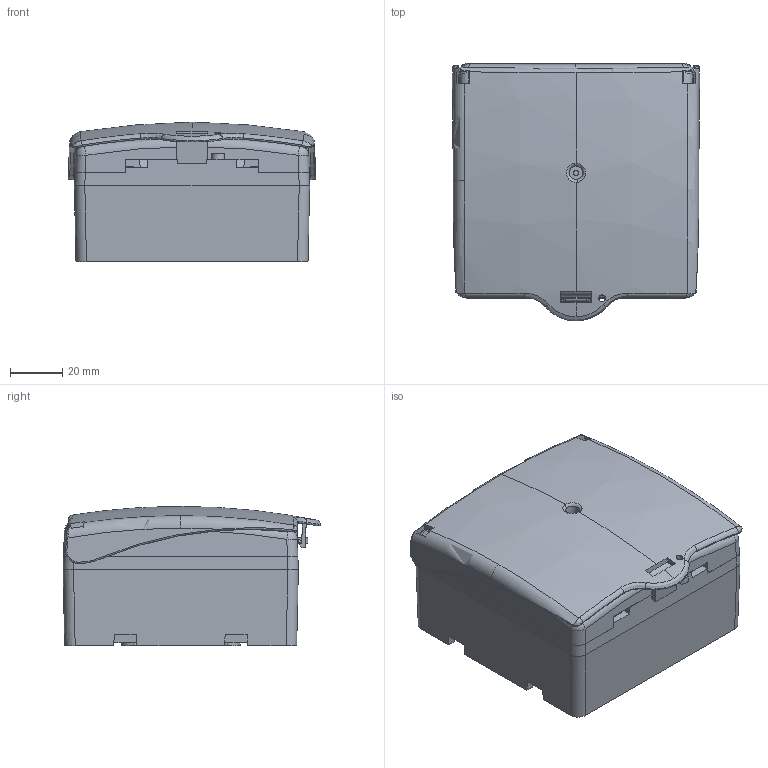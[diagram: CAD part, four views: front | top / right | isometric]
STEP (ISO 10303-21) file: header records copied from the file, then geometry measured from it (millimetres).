
FILE_DESCRIPTION (( 'STEP AP214' ), '1' );
FILE_NAME ('SHOKV4.STEP', '2021-10-06T13:27:04', ( '' ), ( '' ), 'SwSTEP 2.0', 'SolidWorks 2020', '' );
FILE_SCHEMA (( 'AUTOMOTIVE_DESIGN' ));
Length unit declared in the file: millimetre
Products named in the file (19): EP0607-CYLINDRICAL MAGNET; MP0576_COMPRESSION SPRING modif_L1; EP0608-CYLINDRICAL MAGNET; PP0409-PROTECTION LID R2; PP0407-MIDDLE CASING_insertion PCB invers‚e; DOC0049-INTRUCTION NOTICE^AS0261-MANUAL CALL POINT; PCB0105-2C+BUZZER +LEDS+LID CONTACT V1.0; LB0153-BATCH NUMBER LABEL; LB0220-PUSHING LABEL_FR-DEVERROUILLAGE D''URGENCE + APPUYER ICI; BN_6404_1983415_hexalobular_socket_button_head_screw_M3x16; PP0410-LED DIFFUSOR_ROUGE; SHOKV4; MP0575_COMPRESSION SPRING modif_L1; FP0191-BN 84229 - 3x25 hexalobular socket pan head screw; PP0406-UPPER CASING_sans opercules; ISO - 4032 - M3 - D - S_ISO - 4032 - M3 - D - S; PP0412-STATE WINDOWS_config horizontale E (OK); PP0408-LOWER CASING_vis thermoplastique; PP0411-PUSHING WINDOWS
Assembly tree (18 placements, depth 2):
  DOC0049-INTRUCTION NOTICE^AS0261-MANUAL CALL POINT
  SHOKV4
    PP0406-UPPER CASING_sans opercules
    PP0407-MIDDLE CASING_insertion PCB invers‚e
    LB0153-BATCH NUMBER LABEL
    PP0408-LOWER CASING_vis thermoplastique
    PP0409-PROTECTION LID R2
    EP0607-CYLINDRICAL MAGNET
    PP0410-LED DIFFUSOR_ROUGE
    PP0411-PUSHING WINDOWS
    LB0220-PUSHING LABEL_FR-DEVERROUILLAGE D''URGENCE + APPUYER ICI
    PP0412-STATE WINDOWS_config horizontale E (OK)
    EP0608-CYLINDRICAL MAGNET
    PCB0105-2C+BUZZER +LEDS+LID CONTACT V1.0
    ISO - 4032 - M3 - D - S_ISO - 4032 - M3 - D - S
    MP0575_COMPRESSION SPRING modif_L1
    MP0576_COMPRESSION SPRING modif_L1  x2
    BN_6404_1983415_hexalobular_socket_button_head_screw_M3x16
    FP0191-BN 84229 - 3x25 hexalobular socket pan head screw
Bounding box: 94.51 x 98.65 x 53.2 mm (x, y, z)
Volume: 134506.3 mm3; surface area: 148719.3 mm2
Topology: 64 solids, 203 shells, 5321 faces, 13026 edges, 8191 vertices
Faces by surface type: plane 3551, cylinder 901, cone 352, bspline 304, sphere 120, torus 93
Entity records: 226098 total; most frequent: CARTESIAN_POINT 63178, ORIENTED_EDGE 25978, DIRECTION 24126, EDGE_CURVE 12991, LINE 9386, VECTOR 9386, VERTEX_POINT 8173, AXIS2_PLACEMENT_3D 7370
